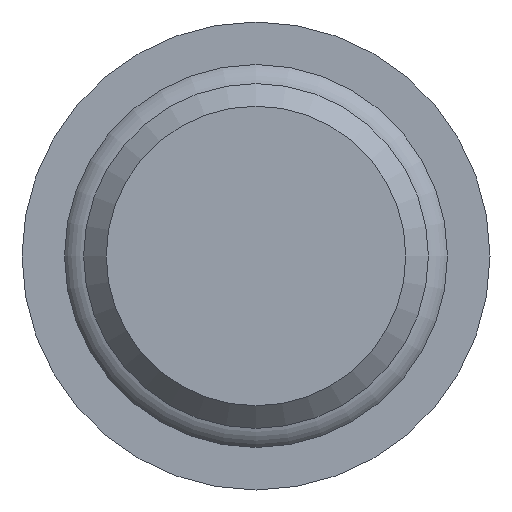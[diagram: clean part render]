
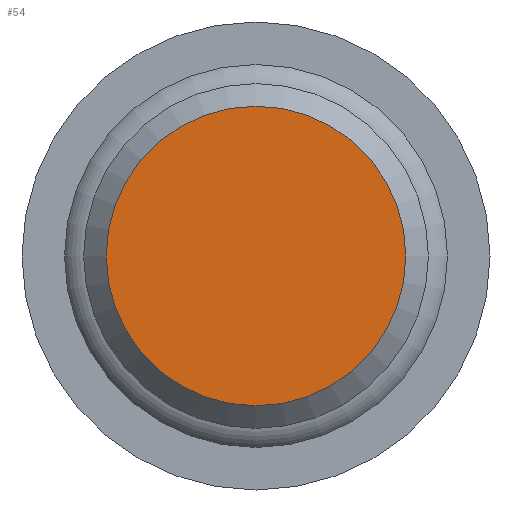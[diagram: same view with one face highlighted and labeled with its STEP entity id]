
A CAD part, front view. The second image highlights one B-rep face of the part: STEP entity #54.
In plain terms, the highlighted planar face has unit normal (0, -1, 0).
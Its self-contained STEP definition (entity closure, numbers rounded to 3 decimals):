
#54 = ADVANCED_FACE( '', ( #125 ), #126, .F. );
#125 = FACE_OUTER_BOUND( '', #214, .T. );
#126 = PLANE( '', #215 );
#214 = EDGE_LOOP( '', ( #308 ) );
#215 = AXIS2_PLACEMENT_3D( '', #309, #310, #311 );
#308 = ORIENTED_EDGE( '', *, *, #462, .T. );
#309 = CARTESIAN_POINT( '', ( 6.08, -10., 0. ) );
#310 = DIRECTION( '', ( 0., 1., 0. ) );
#311 = DIRECTION( '', ( 0., 0., 1. ) );
#462 = EDGE_CURVE( '', #530, #530, #531, .T. );
#530 = VERTEX_POINT( '', #610 );
#531 = CIRCLE( '', #611, 6.08 );
#610 = CARTESIAN_POINT( '', ( 0., -10., -6.08 ) );
#611 = AXIS2_PLACEMENT_3D( '', #774, #775, #776 );
#774 = CARTESIAN_POINT( '', ( 0., -10., 0. ) );
#775 = DIRECTION( '', ( 0., -1., 0. ) );
#776 = DIRECTION( '', ( 0., 0., -1. ) );
